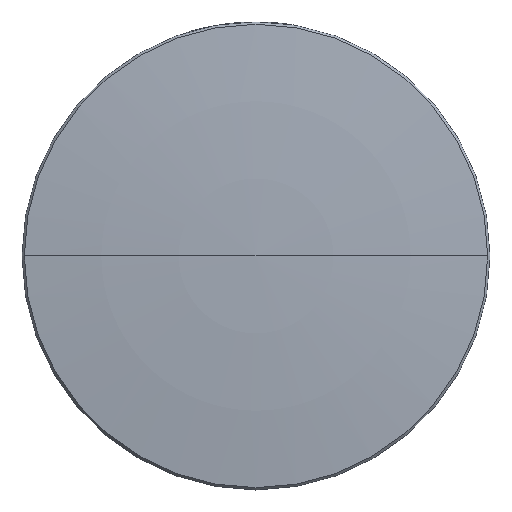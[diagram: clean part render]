
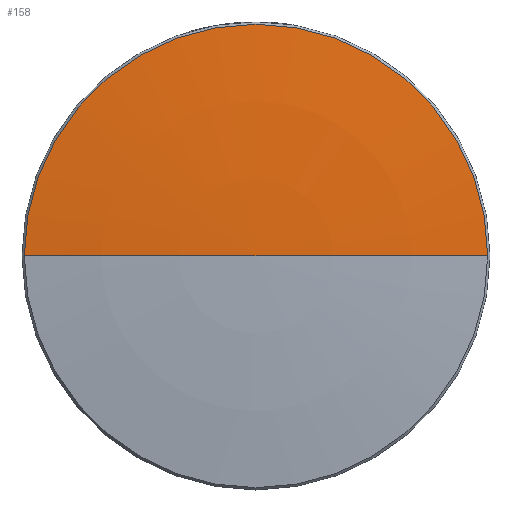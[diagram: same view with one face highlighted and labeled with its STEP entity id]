
A CAD part, top view. The second image highlights one B-rep face of the part: STEP entity #158.
In plain terms, the highlighted toroidal (fillet/blend) face has major radius 0.031 mm and minor radius 230.04 mm.
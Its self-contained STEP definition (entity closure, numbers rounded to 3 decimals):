
#45 = AXIS2_PLACEMENT_3D ( 'NONE', #346, #530, #2196 ) ;
#158 = ADVANCED_FACE ( 'NONE', ( #231 ), #1202, .T. ) ;
#231 = FACE_OUTER_BOUND ( 'NONE', #676, .T. ) ;
#244 = DIRECTION ( 'NONE',  ( 0., 0., 1. ) ) ;
#252 = ORIENTED_EDGE ( 'NONE', *, *, #2588, .T. ) ;
#346 = CARTESIAN_POINT ( 'NONE',  ( -20.001, 21.931, -159.277 ) ) ;
#442 = CIRCLE ( 'NONE', #1827, 25.152 ) ;
#515 = CARTESIAN_POINT ( 'NONE',  ( -19.97, 21.931, 70.763 ) ) ;
#530 = DIRECTION ( 'NONE',  ( 0., -1., 0. ) ) ;
#676 = EDGE_LOOP ( 'NONE', ( #252, #1102, #2580 ) ) ;
#832 = VERTEX_POINT ( 'NONE', #515 ) ;
#963 = CARTESIAN_POINT ( 'NONE',  ( -19.97, 21.931, -159.277 ) ) ;
#1102 = ORIENTED_EDGE ( 'NONE', *, *, #2866, .T. ) ;
#1142 = CIRCLE ( 'NONE', #45, 230.04 ) ;
#1169 = DIRECTION ( 'NONE',  ( -1., 0., 0. ) ) ;
#1202 = TOROIDAL_SURFACE ( 'NONE', #2702, -0.031, 230.04 ) ;
#1325 = VERTEX_POINT ( 'NONE', #2824 ) ;
#1381 = DIRECTION ( 'NONE',  ( -1., 0., 0. ) ) ;
#1426 = CARTESIAN_POINT ( 'NONE',  ( -19.97, 21.931, 69.38 ) ) ;
#1650 = DIRECTION ( 'NONE',  ( 0., 1., 0. ) ) ;
#1701 = CIRCLE ( 'NONE', #2038, 230.04 ) ;
#1827 = AXIS2_PLACEMENT_3D ( 'NONE', #1426, #1866, #1169 ) ;
#1866 = DIRECTION ( 'NONE',  ( 0., 0., 1. ) ) ;
#2033 = EDGE_CURVE ( 'NONE', #2821, #832, #1142, .T. ) ;
#2038 = AXIS2_PLACEMENT_3D ( 'NONE', #2797, #1650, #1381 ) ;
#2196 = DIRECTION ( 'NONE',  ( 0., 0., -1. ) ) ;
#2580 = ORIENTED_EDGE ( 'NONE', *, *, #2033, .F. ) ;
#2588 = EDGE_CURVE ( 'NONE', #2821, #1325, #442, .T. ) ;
#2613 = DIRECTION ( 'NONE',  ( 1., 0., 0. ) ) ;
#2702 = AXIS2_PLACEMENT_3D ( 'NONE', #963, #244, #2613 ) ;
#2759 = CARTESIAN_POINT ( 'NONE',  ( 5.182, 21.931, 69.38 ) ) ;
#2797 = CARTESIAN_POINT ( 'NONE',  ( -19.939, 21.931, -159.277 ) ) ;
#2821 = VERTEX_POINT ( 'NONE', #2759 ) ;
#2824 = CARTESIAN_POINT ( 'NONE',  ( -45.122, 21.931, 69.38 ) ) ;
#2866 = EDGE_CURVE ( 'NONE', #1325, #832, #1701, .T. ) ;
